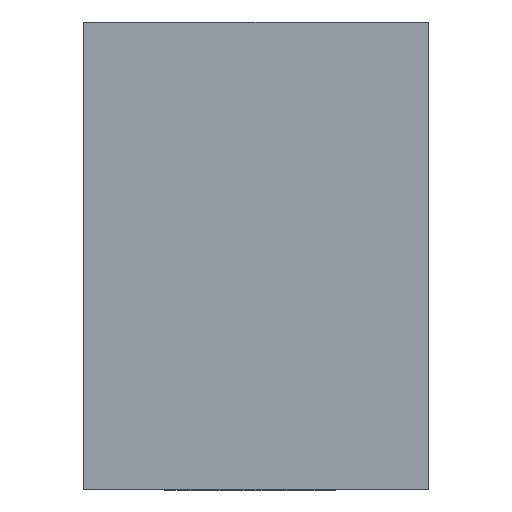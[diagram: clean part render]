
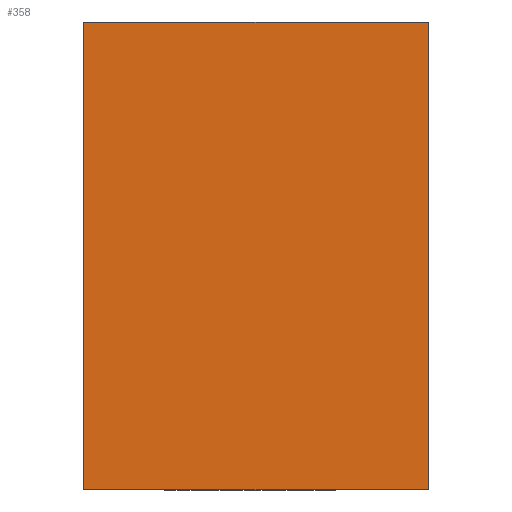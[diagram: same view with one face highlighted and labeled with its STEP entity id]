
A CAD part, left-side view. The second image highlights one B-rep face of the part: STEP entity #358.
In plain terms, the highlighted planar face has unit normal (-1, 0, 0).
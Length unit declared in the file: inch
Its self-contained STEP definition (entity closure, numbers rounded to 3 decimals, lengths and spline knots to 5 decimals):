
#14 = AXIS2_PLACEMENT_3D ( 'NONE', #403, #431, #896 ) ;
#106 = DIRECTION ( 'NONE',  ( 0., -1., 0. ) ) ;
#125 = CARTESIAN_POINT ( 'NONE',  ( -0.66, 0.2497, -0.2197 ) ) ;
#138 = VERTEX_POINT ( 'NONE', #400 ) ;
#154 = LINE ( 'NONE', #494, #455 ) ;
#172 = CARTESIAN_POINT ( 'NONE',  ( -0.66, 0.2497, 0.12 ) ) ;
#208 = VERTEX_POINT ( 'NONE', #125 ) ;
#232 = EDGE_LOOP ( 'NONE', ( #427, #349, #750, #865 ) ) ;
#258 = EDGE_CURVE ( 'NONE', #723, #208, #275, .T. ) ;
#269 = VECTOR ( 'NONE', #481, 39.37008 ) ;
#275 = LINE ( 'NONE', #745, #604 ) ;
#344 = FACE_OUTER_BOUND ( 'NONE', #232, .T. ) ;
#349 = ORIENTED_EDGE ( 'NONE', *, *, #460, .F. ) ;
#358 = ADVANCED_FACE ( 'NONE', ( #344 ), #393, .T. ) ;
#376 = VERTEX_POINT ( 'NONE', #617 ) ;
#393 = PLANE ( 'NONE',  #14 ) ;
#400 = CARTESIAN_POINT ( 'NONE',  ( -0.66, 0., -0.2197 ) ) ;
#403 = CARTESIAN_POINT ( 'NONE',  ( -0.66, 0.2497, 0. ) ) ;
#427 = ORIENTED_EDGE ( 'NONE', *, *, #469, .F. ) ;
#429 = LINE ( 'NONE', #764, #269 ) ;
#431 = DIRECTION ( 'NONE',  ( -1., 0., 0. ) ) ;
#440 = CARTESIAN_POINT ( 'NONE',  ( -0.66, 0.2497, -0.2197 ) ) ;
#455 = VECTOR ( 'NONE', #928, 39.37008 ) ;
#460 = EDGE_CURVE ( 'NONE', #723, #376, #154, .T. ) ;
#469 = EDGE_CURVE ( 'NONE', #376, #138, #429, .T. ) ;
#481 = DIRECTION ( 'NONE',  ( 0., 0., -1. ) ) ;
#494 = CARTESIAN_POINT ( 'NONE',  ( -0.66, 0.2497, 0.12 ) ) ;
#531 = LINE ( 'NONE', #440, #931 ) ;
#604 = VECTOR ( 'NONE', #753, 39.37008 ) ;
#617 = CARTESIAN_POINT ( 'NONE',  ( -0.66, 0., 0.12 ) ) ;
#723 = VERTEX_POINT ( 'NONE', #172 ) ;
#745 = CARTESIAN_POINT ( 'NONE',  ( -0.66, 0.2497, 0. ) ) ;
#750 = ORIENTED_EDGE ( 'NONE', *, *, #258, .T. ) ;
#753 = DIRECTION ( 'NONE',  ( 0., 0., -1. ) ) ;
#764 = CARTESIAN_POINT ( 'NONE',  ( -0.66, 0., 0. ) ) ;
#836 = EDGE_CURVE ( 'NONE', #208, #138, #531, .T. ) ;
#865 = ORIENTED_EDGE ( 'NONE', *, *, #836, .T. ) ;
#896 = DIRECTION ( 'NONE',  ( 0., 0., 1. ) ) ;
#928 = DIRECTION ( 'NONE',  ( 0., -1., 0. ) ) ;
#931 = VECTOR ( 'NONE', #106, 39.37008 ) ;
